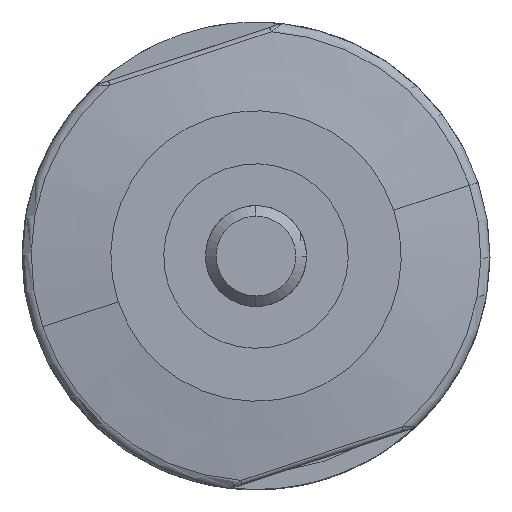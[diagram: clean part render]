
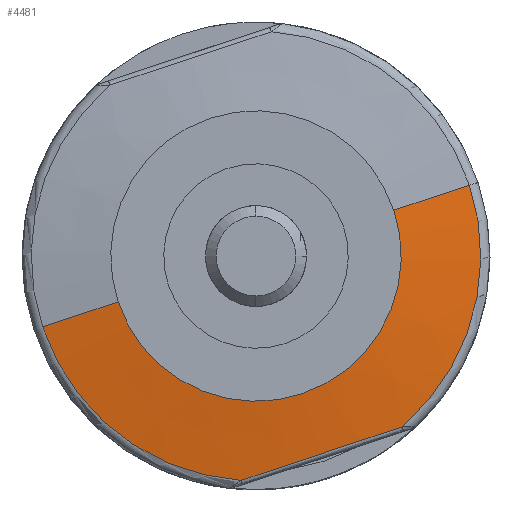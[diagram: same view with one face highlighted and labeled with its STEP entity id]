
A CAD part, front view. The second image highlights one B-rep face of the part: STEP entity #4481.
In plain terms, the highlighted conical face has half-angle 82.113 degrees and reference radius 22.075 mm.
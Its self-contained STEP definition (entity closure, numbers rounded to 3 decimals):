
#254 = DIRECTION ( 'NONE',  ( 0., -1., 0. ) ) ;
#569 = EDGE_CURVE ( 'NONE', #2812, #5403, #7220, .T. ) ;
#747 = AXIS2_PLACEMENT_3D ( 'NONE', #810, #254, #6948 ) ;
#810 = CARTESIAN_POINT ( 'NONE',  ( -88.942, -6.044, -27.273 ) ) ;
#819 = ORIENTED_EDGE ( 'NONE', *, *, #569, .T. ) ;
#949 = EDGE_CURVE ( 'NONE', #7453, #2812, #6645, .T. ) ;
#1043 = ORIENTED_EDGE ( 'NONE', *, *, #949, .T. ) ;
#1170 = EDGE_CURVE ( 'NONE', #1288, #5403, #4135, .T. ) ;
#1195 = CARTESIAN_POINT ( 'NONE',  ( -109.074, -5.004, -33.953 ) ) ;
#1288 = VERTEX_POINT ( 'NONE', #1936 ) ;
#1306 = CARTESIAN_POINT ( 'NONE',  ( -87.83, -5.143, -47.599 ) ) ;
#1579 = CARTESIAN_POINT ( 'NONE',  ( -75.147, -5.004, -43.387 ) ) ;
#1675 = EDGE_CURVE ( 'NONE', #5174, #3288, #5541, .T. ) ;
#1833 = AXIS2_PLACEMENT_3D ( 'NONE', #2972, #6099, #7832 ) ;
#1881 = CARTESIAN_POINT ( 'NONE',  ( -68.809, -5.004, -20.592 ) ) ;
#1905 = ORIENTED_EDGE ( 'NONE', *, *, #1170, .F. ) ;
#1921 = CARTESIAN_POINT ( 'NONE',  ( -109.893, -4.884, -34.225 ) ) ;
#1936 = CARTESIAN_POINT ( 'NONE',  ( -75.937, -6.044, -22.958 ) ) ;
#2066 = CARTESIAN_POINT ( 'NONE',  ( -85.291, -5.221, -46.758 ) ) ;
#2145 = CIRCLE ( 'NONE', #747, 13.701 ) ;
#2455 = CONICAL_SURFACE ( 'NONE', #3344, 22.075, 1.433 ) ;
#2812 = VERTEX_POINT ( 'NONE', #1579 ) ;
#2968 = ORIENTED_EDGE ( 'NONE', *, *, #6852, .T. ) ;
#2972 = CARTESIAN_POINT ( 'NONE',  ( -88.942, -5.004, -27.273 ) ) ;
#2982 = FACE_OUTER_BOUND ( 'NONE', #4389, .T. ) ;
#3113 = CARTESIAN_POINT ( 'NONE',  ( -77.681, -5.143, -44.231 ) ) ;
#3288 = VERTEX_POINT ( 'NONE', #1195 ) ;
#3344 = AXIS2_PLACEMENT_3D ( 'NONE', #3482, #7083, #6506 ) ;
#3482 = CARTESIAN_POINT ( 'NONE',  ( -88.942, -4.884, -27.273 ) ) ;
#3578 = ORIENTED_EDGE ( 'NONE', *, *, #5725, .F. ) ;
#3726 = CARTESIAN_POINT ( 'NONE',  ( -101.946, -6.044, -31.588 ) ) ;
#3728 = CARTESIAN_POINT ( 'NONE',  ( -90.367, -5.004, -48.437 ) ) ;
#3916 = CARTESIAN_POINT ( 'NONE',  ( -88.942, -5.004, -27.273 ) ) ;
#4135 = LINE ( 'NONE', #4248, #6241 ) ;
#4248 = CARTESIAN_POINT ( 'NONE',  ( -67.99, -4.884, -20.32 ) ) ;
#4389 = EDGE_LOOP ( 'NONE', ( #3578, #4565, #2968, #1043, #819, #1905 ) ) ;
#4481 = ADVANCED_FACE ( 'NONE', ( #2982 ), #2455, .T. ) ;
#4494 = CARTESIAN_POINT ( 'NONE',  ( -75.147, -5.004, -43.387 ) ) ;
#4565 = ORIENTED_EDGE ( 'NONE', *, *, #1675, .T. ) ;
#4757 = DIRECTION ( 'NONE',  ( 0.94, 0.137, 0.312 ) ) ;
#5147 = DIRECTION ( 'NONE',  ( -0.949, 0., -0.315 ) ) ;
#5174 = VERTEX_POINT ( 'NONE', #3726 ) ;
#5403 = VERTEX_POINT ( 'NONE', #1881 ) ;
#5522 = CARTESIAN_POINT ( 'NONE',  ( -80.216, -5.221, -45.074 ) ) ;
#5541 = LINE ( 'NONE', #1921, #6372 ) ;
#5725 = EDGE_CURVE ( 'NONE', #5174, #1288, #2145, .T. ) ;
#5836 = DIRECTION ( 'NONE',  ( 0., -1., 0. ) ) ;
#6005 = CARTESIAN_POINT ( 'NONE',  ( -90.367, -5.004, -48.437 ) ) ;
#6033 = CIRCLE ( 'NONE', #1833, 21.212 ) ;
#6099 = DIRECTION ( 'NONE',  ( 0., -1., 0. ) ) ;
#6241 = VECTOR ( 'NONE', #4757, 1000. ) ;
#6359 = AXIS2_PLACEMENT_3D ( 'NONE', #3916, #5836, #5147 ) ;
#6372 = VECTOR ( 'NONE', #6775, 1000. ) ;
#6506 = DIRECTION ( 'NONE',  ( 0.949, 0., 0.315 ) ) ;
#6645 = B_SPLINE_CURVE_WITH_KNOTS ( 'NONE', 3,
 ( #3728, #1306, #2066, #5522, #3113, #4494 ),
 .UNSPECIFIED., .F., .F.,
 ( 4, 2, 4 ),
 ( 0., 0.008, 0.016 ),
 .UNSPECIFIED. ) ;
#6775 = DIRECTION ( 'NONE',  ( -0.94, 0.137, -0.312 ) ) ;
#6852 = EDGE_CURVE ( 'NONE', #3288, #7453, #6033, .T. ) ;
#6948 = DIRECTION ( 'NONE',  ( -0.949, 0., -0.315 ) ) ;
#7083 = DIRECTION ( 'NONE',  ( 0., 1., 0. ) ) ;
#7220 = CIRCLE ( 'NONE', #6359, 21.212 ) ;
#7453 = VERTEX_POINT ( 'NONE', #6005 ) ;
#7832 = DIRECTION ( 'NONE',  ( -0.949, 0., -0.315 ) ) ;
